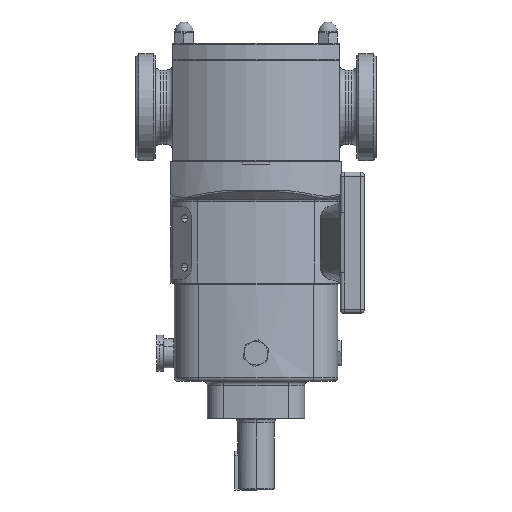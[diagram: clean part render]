
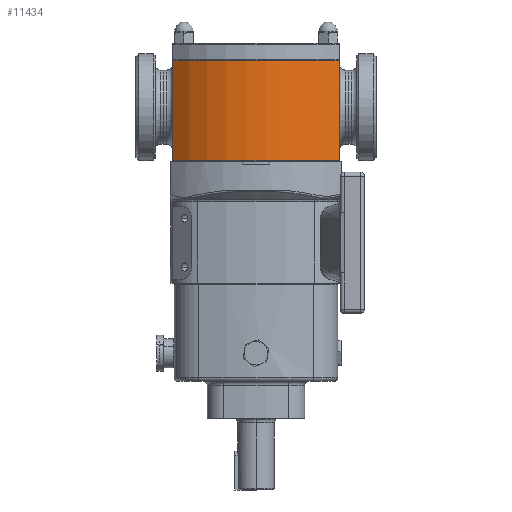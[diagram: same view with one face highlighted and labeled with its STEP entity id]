
A CAD part, left-side view. The second image highlights one B-rep face of the part: STEP entity #11434.
In plain terms, the highlighted cylindrical face has radius 125 mm (diameter 250 mm), a partial arc.
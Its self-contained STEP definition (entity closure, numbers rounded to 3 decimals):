
#502 = CARTESIAN_POINT ( 'NONE',  ( -91.185, 85.5, 229.28 ) ) ;
#768 = VERTEX_POINT ( 'NONE', #502 ) ;
#963 = DIRECTION ( 'NONE',  ( 0., -1., 0. ) ) ;
#1316 = EDGE_CURVE ( 'NONE', #18210, #6656, #5928, .T. ) ;
#1327 = DIRECTION ( 'NONE',  ( 0., 0., -1. ) ) ;
#1468 = DIRECTION ( 'NONE',  ( 0., -1., 0. ) ) ;
#1894 = ORIENTED_EDGE ( 'NONE', *, *, #22685, .T. ) ;
#2206 = EDGE_CURVE ( 'NONE', #768, #14475, #2240, .T. ) ;
#2240 = CIRCLE ( 'NONE', #16489, 125. ) ;
#3128 = CARTESIAN_POINT ( 'NONE',  ( 0., 0., 229.28 ) ) ;
#5135 = VECTOR ( 'NONE', #14973, 1000. ) ;
#5390 = ORIENTED_EDGE ( 'NONE', *, *, #9509, .F. ) ;
#5506 = CARTESIAN_POINT ( 'NONE',  ( -91.185, -85.5, 229.28 ) ) ;
#5518 = CARTESIAN_POINT ( 'NONE',  ( -91.185, -85.5, 229.28 ) ) ;
#5928 = CIRCLE ( 'NONE', #7147, 125. ) ;
#6656 = VERTEX_POINT ( 'NONE', #13796 ) ;
#7147 = AXIS2_PLACEMENT_3D ( 'NONE', #7191, #19025, #1468 ) ;
#7191 = CARTESIAN_POINT ( 'NONE',  ( 0., 0., 126.63 ) ) ;
#9098 = CARTESIAN_POINT ( 'NONE',  ( 0., 0., 229.28 ) ) ;
#9463 = LINE ( 'NONE', #5506, #24577 ) ;
#9476 = DIRECTION ( 'NONE',  ( 0., 1., 0. ) ) ;
#9509 = EDGE_CURVE ( 'NONE', #14475, #6656, #9463, .T. ) ;
#10532 = DIRECTION ( 'NONE',  ( 0., 0., 1. ) ) ;
#11019 = CARTESIAN_POINT ( 'NONE',  ( -91.185, 85.5, 126.63 ) ) ;
#11434 = ADVANCED_FACE ( 'NONE', ( #13171 ), #17115, .T. ) ;
#11976 = EDGE_LOOP ( 'NONE', ( #23102, #5390, #20757, #1894 ) ) ;
#13171 = FACE_OUTER_BOUND ( 'NONE', #11976, .T. ) ;
#13315 = LINE ( 'NONE', #13446, #5135 ) ;
#13446 = CARTESIAN_POINT ( 'NONE',  ( -91.185, 85.5, 229.28 ) ) ;
#13796 = CARTESIAN_POINT ( 'NONE',  ( -91.185, -85.5, 126.63 ) ) ;
#14475 = VERTEX_POINT ( 'NONE', #5518 ) ;
#14973 = DIRECTION ( 'NONE',  ( 0., 0., -1. ) ) ;
#16489 = AXIS2_PLACEMENT_3D ( 'NONE', #3128, #10532, #963 ) ;
#17115 = CYLINDRICAL_SURFACE ( 'NONE', #19386, 125. ) ;
#18210 = VERTEX_POINT ( 'NONE', #11019 ) ;
#19025 = DIRECTION ( 'NONE',  ( 0., 0., 1. ) ) ;
#19386 = AXIS2_PLACEMENT_3D ( 'NONE', #9098, #1327, #9476 ) ;
#19500 = DIRECTION ( 'NONE',  ( 0., 0., -1. ) ) ;
#20757 = ORIENTED_EDGE ( 'NONE', *, *, #2206, .F. ) ;
#22685 = EDGE_CURVE ( 'NONE', #768, #18210, #13315, .T. ) ;
#23102 = ORIENTED_EDGE ( 'NONE', *, *, #1316, .T. ) ;
#24577 = VECTOR ( 'NONE', #19500, 1000. ) ;
